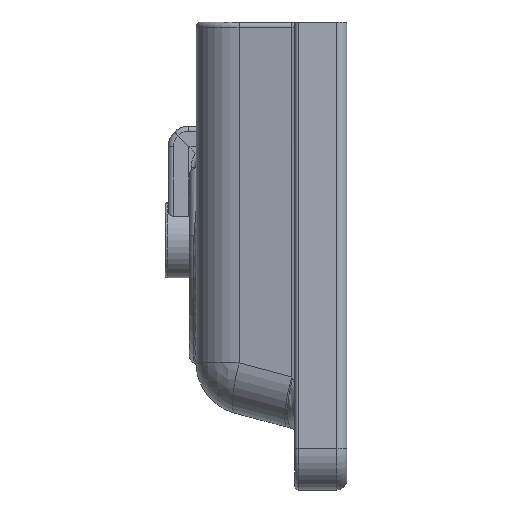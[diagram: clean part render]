
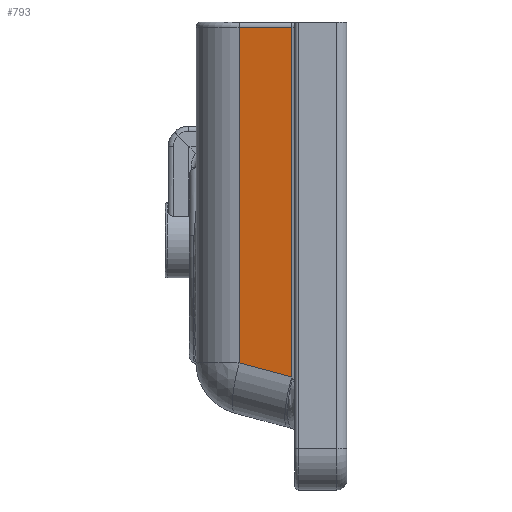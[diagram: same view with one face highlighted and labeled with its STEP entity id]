
A CAD part, left-side view. The second image highlights one B-rep face of the part: STEP entity #793.
In plain terms, the highlighted planar face has unit normal (-0.985, 0.174, 0).
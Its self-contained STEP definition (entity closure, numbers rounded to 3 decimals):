
#215 = PLANE ( 'NONE',  #8400 ) ;
#331 = FACE_OUTER_BOUND ( 'NONE', #3830, .T. ) ;
#377 = DIRECTION ( 'NONE',  ( -0.174, -0.985, 0. ) ) ;
#755 = DIRECTION ( 'NONE',  ( -0.168, -0.952, -0.255 ) ) ;
#793 = ADVANCED_FACE ( 'NONE', ( #331 ), #215, .T. ) ;
#1359 = ORIENTED_EDGE ( 'NONE', *, *, #7842, .T. ) ;
#1372 = LINE ( 'NONE', #5524, #6740 ) ;
#1846 = ORIENTED_EDGE ( 'NONE', *, *, #7136, .T. ) ;
#2577 = CARTESIAN_POINT ( 'NONE',  ( -245.608, 53.264, 220. ) ) ;
#3830 = EDGE_LOOP ( 'NONE', ( #1359, #1846, #5012, #3847 ) ) ;
#3841 = EDGE_CURVE ( 'NONE', #10795, #4434, #9302, .T. ) ;
#3847 = ORIENTED_EDGE ( 'NONE', *, *, #3841, .T. ) ;
#4434 = VERTEX_POINT ( 'NONE', #5296 ) ;
#4750 = DIRECTION ( 'NONE',  ( 0., 0., -1. ) ) ;
#4755 = CARTESIAN_POINT ( 'NONE',  ( -236.718, 103.682, -102.781 ) ) ;
#4783 = DIRECTION ( 'NONE',  ( 0., 0., 1. ) ) ;
#5012 = ORIENTED_EDGE ( 'NONE', *, *, #9733, .T. ) ;
#5296 = CARTESIAN_POINT ( 'NONE',  ( -245.608, 53.264, -116.291 ) ) ;
#5524 = CARTESIAN_POINT ( 'NONE',  ( -236.718, 103.682, 0. ) ) ;
#5625 = LINE ( 'NONE', #10831, #7226 ) ;
#5690 = VECTOR ( 'NONE', #7796, 1000. ) ;
#6740 = VECTOR ( 'NONE', #4750, 1000. ) ;
#6864 = CARTESIAN_POINT ( 'NONE',  ( -236.718, 103.682, 220. ) ) ;
#6956 = CARTESIAN_POINT ( 'NONE',  ( -255., 0., 0. ) ) ;
#7136 = EDGE_CURVE ( 'NONE', #10879, #7213, #7686, .T. ) ;
#7213 = VERTEX_POINT ( 'NONE', #6864 ) ;
#7226 = VECTOR ( 'NONE', #4783, 1000. ) ;
#7686 = LINE ( 'NONE', #7852, #5690 ) ;
#7726 = DIRECTION ( 'NONE',  ( -0.985, 0.174, 0. ) ) ;
#7796 = DIRECTION ( 'NONE',  ( 0.174, 0.985, 0. ) ) ;
#7842 = EDGE_CURVE ( 'NONE', #4434, #10879, #5625, .T. ) ;
#7852 = CARTESIAN_POINT ( 'NONE',  ( -255., 0., 220. ) ) ;
#8369 = CARTESIAN_POINT ( 'NONE',  ( -249.407, 31.72, -122.063 ) ) ;
#8400 = AXIS2_PLACEMENT_3D ( 'NONE', #6956, #7726, #377 ) ;
#8940 = VECTOR ( 'NONE', #755, 1000. ) ;
#9302 = LINE ( 'NONE', #8369, #8940 ) ;
#9733 = EDGE_CURVE ( 'NONE', #7213, #10795, #1372, .T. ) ;
#10795 = VERTEX_POINT ( 'NONE', #4755 ) ;
#10831 = CARTESIAN_POINT ( 'NONE',  ( -245.608, 53.264, 225. ) ) ;
#10879 = VERTEX_POINT ( 'NONE', #2577 ) ;
